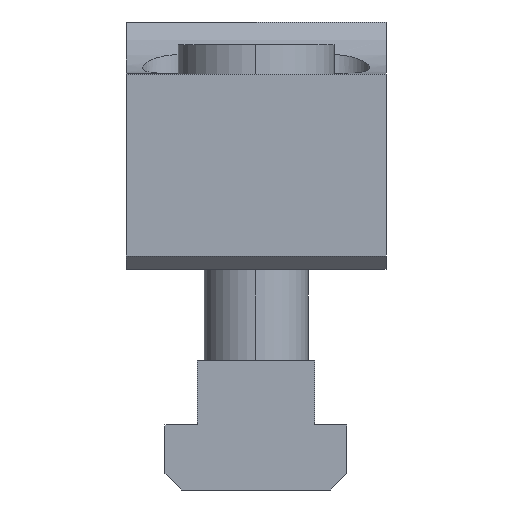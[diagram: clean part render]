
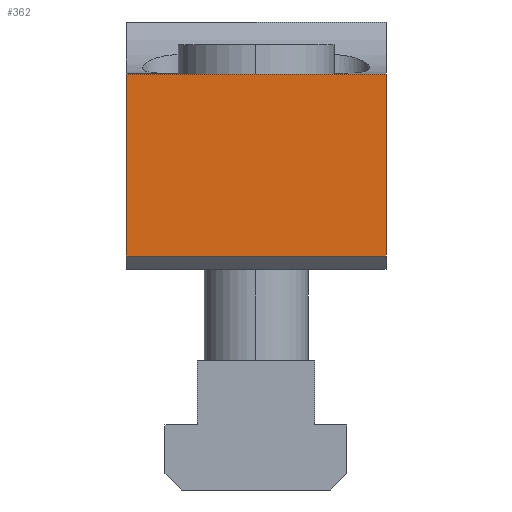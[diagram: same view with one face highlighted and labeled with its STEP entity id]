
A CAD part, left-side view. The second image highlights one B-rep face of the part: STEP entity #362.
In plain terms, the highlighted planar face has unit normal (-1, 0, 0).
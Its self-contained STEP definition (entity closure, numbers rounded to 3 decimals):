
#86 = AXIS2_PLACEMENT_3D ( 'NONE', #2269, #4393, #8214 ) ;
#97 = LINE ( 'NONE', #5804, #6194 ) ;
#159 = CARTESIAN_POINT ( 'NONE',  ( -47.5, 20., 2. ) ) ;
#342 = EDGE_CURVE ( 'NONE', #6736, #2144, #7293, .T. ) ;
#362 = ADVANCED_FACE ( 'NONE', ( #8827 ), #1699, .T. ) ;
#913 = DIRECTION ( 'NONE',  ( 0., -1., 0. ) ) ;
#1067 = VECTOR ( 'NONE', #9297, 1000. ) ;
#1539 = CARTESIAN_POINT ( 'NONE',  ( -47.5, -20., 2. ) ) ;
#1679 = CARTESIAN_POINT ( 'NONE',  ( -47.5, 20., 2. ) ) ;
#1699 = PLANE ( 'NONE',  #86 ) ;
#2144 = VERTEX_POINT ( 'NONE', #1539 ) ;
#2269 = CARTESIAN_POINT ( 'NONE',  ( -47.5, 20., 30. ) ) ;
#2323 = DIRECTION ( 'NONE',  ( 0., -1., 0. ) ) ;
#2567 = VERTEX_POINT ( 'NONE', #5215 ) ;
#2960 = CARTESIAN_POINT ( 'NONE',  ( -47.5, 20., 30. ) ) ;
#3620 = ORIENTED_EDGE ( 'NONE', *, *, #7849, .F. ) ;
#4393 = DIRECTION ( 'NONE',  ( -1., 0., 0. ) ) ;
#4469 = LINE ( 'NONE', #2960, #8996 ) ;
#4782 = EDGE_CURVE ( 'NONE', #2567, #6736, #97, .T. ) ;
#4946 = LINE ( 'NONE', #7669, #1067 ) ;
#5052 = DIRECTION ( 'NONE',  ( 0., 0., -1. ) ) ;
#5180 = ORIENTED_EDGE ( 'NONE', *, *, #342, .T. ) ;
#5215 = CARTESIAN_POINT ( 'NONE',  ( -47.5, 20., 30. ) ) ;
#5550 = VERTEX_POINT ( 'NONE', #8503 ) ;
#5804 = CARTESIAN_POINT ( 'NONE',  ( -47.5, 20., 30. ) ) ;
#5852 = VECTOR ( 'NONE', #2323, 1000. ) ;
#6194 = VECTOR ( 'NONE', #5052, 1000. ) ;
#6354 = EDGE_CURVE ( 'NONE', #5550, #2144, #4946, .T. ) ;
#6736 = VERTEX_POINT ( 'NONE', #1679 ) ;
#7293 = LINE ( 'NONE', #159, #5852 ) ;
#7669 = CARTESIAN_POINT ( 'NONE',  ( -47.5, -20., 30. ) ) ;
#7702 = ORIENTED_EDGE ( 'NONE', *, *, #4782, .T. ) ;
#7841 = EDGE_LOOP ( 'NONE', ( #3620, #7702, #5180, #8266 ) ) ;
#7849 = EDGE_CURVE ( 'NONE', #2567, #5550, #4469, .T. ) ;
#8214 = DIRECTION ( 'NONE',  ( 0., 0., 1. ) ) ;
#8266 = ORIENTED_EDGE ( 'NONE', *, *, #6354, .F. ) ;
#8503 = CARTESIAN_POINT ( 'NONE',  ( -47.5, -20., 30. ) ) ;
#8827 = FACE_OUTER_BOUND ( 'NONE', #7841, .T. ) ;
#8996 = VECTOR ( 'NONE', #913, 1000. ) ;
#9297 = DIRECTION ( 'NONE',  ( 0., 0., -1. ) ) ;
